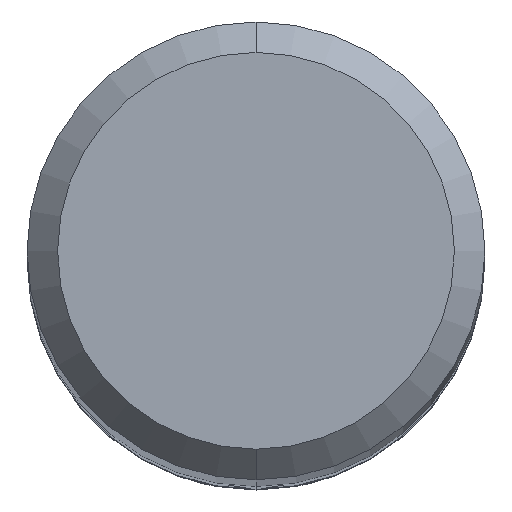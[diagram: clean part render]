
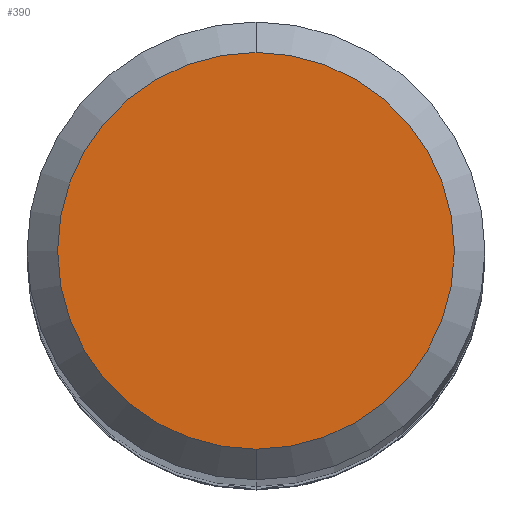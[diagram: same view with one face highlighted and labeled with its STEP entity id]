
A CAD part, top view. The second image highlights one B-rep face of the part: STEP entity #390.
In plain terms, the highlighted planar face has unit normal (0, 0, 1).
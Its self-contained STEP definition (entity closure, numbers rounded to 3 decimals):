
#216=EDGE_CURVE('',#392,#326,#536,.T.);
#266=EDGE_CURVE('',#326,#392,#592,.T.);
#326=VERTEX_POINT('',#659);
#390=ADVANCED_FACE('',(#731),#732,.T.);
#392=VERTEX_POINT('',#734);
#536=CIRCLE('',#932,2.6);
#592=CIRCLE('',#1046,2.6);
#659=CARTESIAN_POINT('',(0.0,2.6,0.0));
#731=FACE_OUTER_BOUND('',#1334,.T.);
#732=PLANE('',#1335);
#734=CARTESIAN_POINT('',(0.,-2.6,0.0));
#932=AXIS2_PLACEMENT_3D('',#1528,#1529,#1530);
#1046=AXIS2_PLACEMENT_3D('',#1593,#1594,#1595);
#1334=EDGE_LOOP('',(#1748,#1749));
#1335=AXIS2_PLACEMENT_3D('',#1750,#1751,#1752);
#1528=CARTESIAN_POINT('',(0.0,0.0,0.0));
#1529=DIRECTION('',(0.0,0.0,-1.0));
#1530=DIRECTION('',(0.0,1.0,0.0));
#1593=CARTESIAN_POINT('',(0.0,0.0,0.0));
#1594=DIRECTION('',(0.0,0.0,-1.0));
#1595=DIRECTION('',(0.0,1.0,0.0));
#1748=ORIENTED_EDGE('',*,*,#266,.F.);
#1749=ORIENTED_EDGE('',*,*,#216,.F.);
#1750=CARTESIAN_POINT('',(0.0,1.3,0.0));
#1751=DIRECTION('',(-0.0,0.0,1.0));
#1752=DIRECTION('',(0.0,-1.0,0.0));
